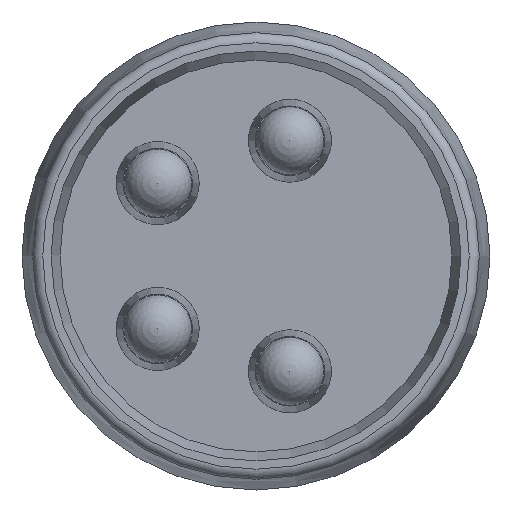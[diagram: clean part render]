
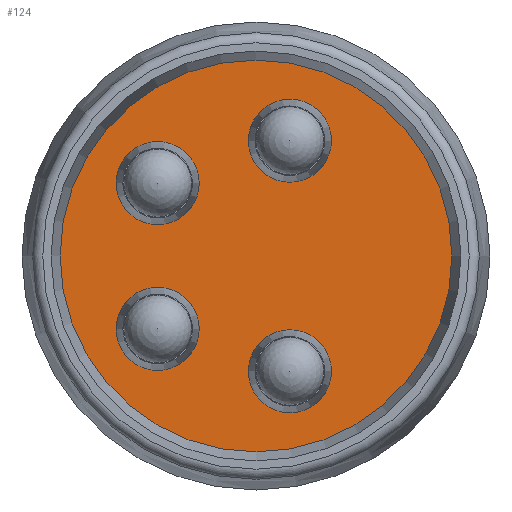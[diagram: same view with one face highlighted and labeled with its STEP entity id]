
A CAD part, front view. The second image highlights one B-rep face of the part: STEP entity #124.
In plain terms, the highlighted planar face has unit normal (0, -1, 0).
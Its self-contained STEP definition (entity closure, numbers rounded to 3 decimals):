
#77=PLANE('',#815);
#124=ADVANCED_FACE('F3',(#235,#236,#237,#238,#239),#77,.T.);
#235=FACE_BOUND('',#357,.T.);
#236=FACE_BOUND('',#358,.T.);
#237=FACE_BOUND('',#359,.T.);
#238=FACE_BOUND('',#360,.T.);
#239=FACE_BOUND('',#361,.T.);
#357=EDGE_LOOP('',(#481));
#358=EDGE_LOOP('',(#482));
#359=EDGE_LOOP('',(#483));
#360=EDGE_LOOP('',(#484));
#361=EDGE_LOOP('',(#485));
#481=ORIENTED_EDGE('',*,*,#631,.T.);
#482=ORIENTED_EDGE('',*,*,#659,.T.);
#483=ORIENTED_EDGE('',*,*,#634,.T.);
#484=ORIENTED_EDGE('',*,*,#660,.T.);
#485=ORIENTED_EDGE('',*,*,#661,.T.);
#563=VERTEX_POINT('',#1105);
#566=VERTEX_POINT('',#1114);
#591=VERTEX_POINT('',#1185);
#592=VERTEX_POINT('',#1188);
#593=VERTEX_POINT('',#1190);
#631=EDGE_CURVE('',#563,#563,#699,.T.);
#634=EDGE_CURVE('',#566,#566,#702,.T.);
#659=EDGE_CURVE('E8',#591,#591,#727,.T.);
#660=EDGE_CURVE('',#592,#592,#728,.T.);
#661=EDGE_CURVE('',#593,#593,#729,.T.);
#699=CIRCLE('',#759,0.613);
#702=CIRCLE('',#765,0.613);
#727=CIRCLE('',#811,2.887);
#728=CIRCLE('',#813,0.613);
#729=CIRCLE('',#814,0.613);
#759=AXIS2_PLACEMENT_3D('',#1104,#880,#881);
#765=AXIS2_PLACEMENT_3D('',#1113,#892,#893);
#811=AXIS2_PLACEMENT_3D('',#1184,#984,#985);
#813=AXIS2_PLACEMENT_3D('',#1187,#988,#989);
#814=AXIS2_PLACEMENT_3D('',#1189,#990,#991);
#815=AXIS2_PLACEMENT_3D('',#1191,#992,#993);
#880=DIRECTION('',(0.,1.,0.));
#881=DIRECTION('',(1.,0.,0.));
#892=DIRECTION('',(0.,1.,0.));
#893=DIRECTION('',(-1.,0.,0.));
#984=DIRECTION('',(0.,-1.,0.));
#985=DIRECTION('',(1.,0.,0.));
#988=DIRECTION('',(0.,1.,0.));
#989=DIRECTION('',(-1.,0.,0.));
#990=DIRECTION('',(0.,1.,0.));
#991=DIRECTION('',(1.,0.,0.));
#992=DIRECTION('',(0.,-1.,0.));
#993=DIRECTION('',(-1.,0.,0.));
#1104=CARTESIAN_POINT('',(48.55,52.5,1.075));
#1105=CARTESIAN_POINT('',(49.162,52.5,1.075));
#1113=CARTESIAN_POINT('',(48.55,52.5,-1.075));
#1114=CARTESIAN_POINT('',(47.937,52.5,-1.075));
#1184=CARTESIAN_POINT('',(50.,52.5,0.));
#1185=CARTESIAN_POINT('',(52.887,52.5,0.));
#1187=CARTESIAN_POINT('',(50.5,52.5,1.7));
#1188=CARTESIAN_POINT('',(49.887,52.5,1.7));
#1189=CARTESIAN_POINT('',(50.5,52.5,-1.7));
#1190=CARTESIAN_POINT('',(51.112,52.5,-1.7));
#1191=CARTESIAN_POINT('',(46.724,52.5,-3.276));
